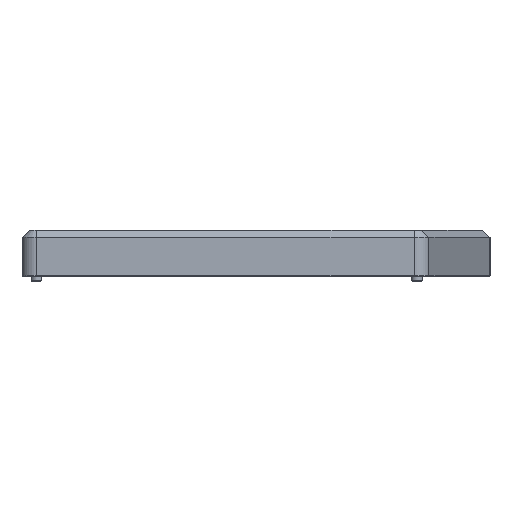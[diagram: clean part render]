
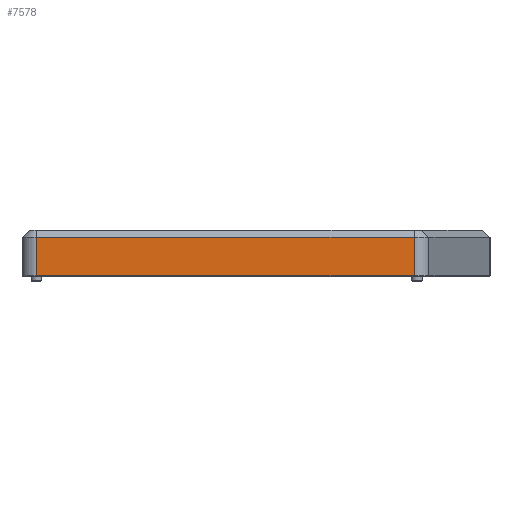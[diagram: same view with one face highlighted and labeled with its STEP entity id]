
A CAD part, left-side view. The second image highlights one B-rep face of the part: STEP entity #7578.
In plain terms, the highlighted planar face has unit normal (-1, 0, 0).
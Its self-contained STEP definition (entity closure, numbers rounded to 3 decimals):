
#742=FACE_OUTER_BOUND('',#1216,.T.);
#1216=EDGE_LOOP('',(#5459,#5460,#5461,#5462));
#1748=LINE('',#11617,#2505);
#1779=LINE('',#11723,#2536);
#1780=LINE('',#11726,#2537);
#1786=LINE('',#11739,#2543);
#2505=VECTOR('',#9012,10.);
#2536=VECTOR('',#9127,10.);
#2537=VECTOR('',#9130,10.);
#2543=VECTOR('',#9150,10.);
#3304=VERTEX_POINT('',#11611);
#3305=VERTEX_POINT('',#11615);
#3338=VERTEX_POINT('',#11721);
#3339=VERTEX_POINT('',#11725);
#4066=EDGE_CURVE('',#3305,#3304,#1748,.T.);
#4119=EDGE_CURVE('',#3338,#3305,#1779,.T.);
#4120=EDGE_CURVE('',#3304,#3339,#1780,.T.);
#4127=EDGE_CURVE('',#3339,#3338,#1786,.T.);
#5459=ORIENTED_EDGE('',*,*,#4066,.F.);
#5460=ORIENTED_EDGE('',*,*,#4119,.F.);
#5461=ORIENTED_EDGE('',*,*,#4127,.F.);
#5462=ORIENTED_EDGE('',*,*,#4120,.F.);
#7305=PLANE('',#8134);
#7578=ADVANCED_FACE('',(#742),#7305,.T.);
#8134=AXIS2_PLACEMENT_3D('',#11738,#9148,#9149);
#9012=DIRECTION('',(0.,1.,0.));
#9127=DIRECTION('',(0.,0.,-1.));
#9130=DIRECTION('',(0.,0.,1.));
#9148=DIRECTION('center_axis',(-1.,0.,0.));
#9149=DIRECTION('ref_axis',(0.,-1.,0.));
#9150=DIRECTION('',(0.,-1.,0.));
#11611=CARTESIAN_POINT('',(-173.23,121.431,6.25));
#11615=CARTESIAN_POINT('',(-173.226,16.959,6.25));
#11617=CARTESIAN_POINT('',(-173.229,93.065,6.25));
#11721=CARTESIAN_POINT('',(-173.226,16.959,16.8));
#11723=CARTESIAN_POINT('',(-173.226,16.959,3.5));
#11725=CARTESIAN_POINT('',(-173.23,121.431,16.8));
#11726=CARTESIAN_POINT('',(-173.23,121.431,3.5));
#11738=CARTESIAN_POINT('Origin',(-173.23,125.431,3.5));
#11739=CARTESIAN_POINT('',(-173.229,93.065,16.8));
